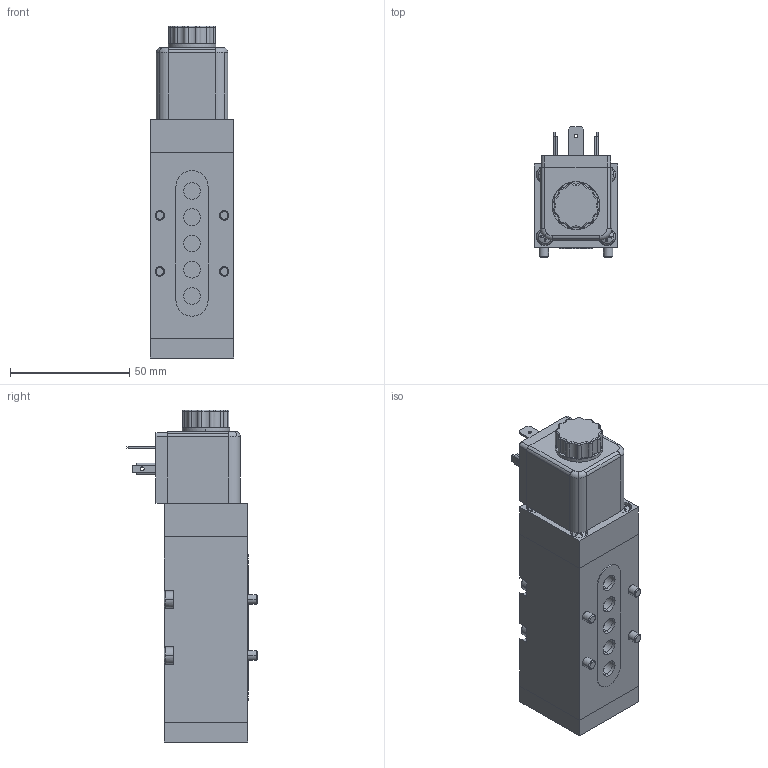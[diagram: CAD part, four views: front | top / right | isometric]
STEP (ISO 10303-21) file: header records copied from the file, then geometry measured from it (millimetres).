
FILE_DESCRIPTION (( 'STEP AP214' ), '1' );
FILE_NAME ('MC-07-510-HN-712_Airtec.step', '2018-12-21T08:36:02', ( '' ), ( '' ), 'SwSTEP 2.0', 'SolidWorks 2010', '' );
FILE_SCHEMA (( 'AUTOMOTIVE_DESIGN' ));
Length unit declared in the file: millimetre
Products named in the file (3): Volumenkörper6; Volumenkörper1; MC-07-510-HN-712_Airtec
Assembly tree (2 placements, depth 2):
  MC-07-510-HN-712_Airtec
    Volumenkörper6
    Volumenkörper1
Bounding box: 35 x 54.6 x 139.1 mm (x, y, z)
Volume: 153317.3 mm3; surface area: 28797.6 mm2
Topology: 2 solids, 2 shells, 694 faces, 1822 edges, 1162 vertices
Faces by surface type: plane 231, cylinder 177, cone 140, torus 101, bspline 29, sphere 16
Entity records: 28851 total; most frequent: CARTESIAN_POINT 7444, ORIENTED_EDGE 3592, DIRECTION 3536, EDGE_CURVE 1796, AXIS2_PLACEMENT_3D 1474, VERTEX_POINT 1162, CIRCLE 804, EDGE_LOOP 758
